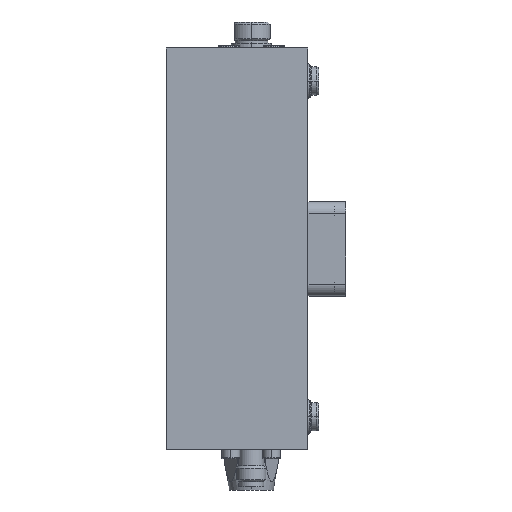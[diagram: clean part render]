
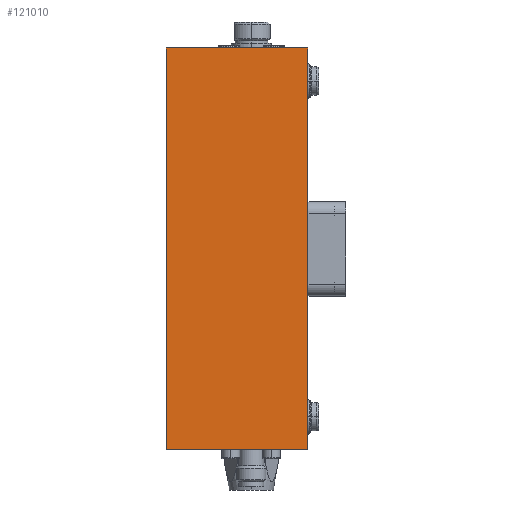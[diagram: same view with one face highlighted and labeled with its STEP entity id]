
A CAD part, left-side view. The second image highlights one B-rep face of the part: STEP entity #121010.
In plain terms, the highlighted planar face has unit normal (-1, 0, 0).
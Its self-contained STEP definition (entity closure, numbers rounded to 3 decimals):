
#2680 = DIRECTION ( 'NONE',  ( 0., 0., 1. ) ) ;
#6112 = DIRECTION ( 'NONE',  ( 0., -1., 0. ) ) ;
#11019 = EDGE_CURVE ( 'NONE', #116155, #72626, #122760, .T. ) ;
#14683 = ORIENTED_EDGE ( 'NONE', *, *, #60938, .F. ) ;
#18596 = VECTOR ( 'NONE', #6112, 1000. ) ;
#28047 = CARTESIAN_POINT ( 'NONE',  ( -38.495, 13.769, 42.542 ) ) ;
#29522 = VECTOR ( 'NONE', #30006, 1000. ) ;
#30006 = DIRECTION ( 'NONE',  ( 0., -1., 0. ) ) ;
#33376 = AXIS2_PLACEMENT_3D ( 'NONE', #59155, #144164, #71342 ) ;
#34405 = CARTESIAN_POINT ( 'NONE',  ( -38.495, -16.231, -42.458 ) ) ;
#42331 = CARTESIAN_POINT ( 'NONE',  ( -38.495, 13.769, -42.458 ) ) ;
#53460 = VERTEX_POINT ( 'NONE', #28047 ) ;
#57693 = CARTESIAN_POINT ( 'NONE',  ( -38.495, -16.231, 42.542 ) ) ;
#59155 = CARTESIAN_POINT ( 'NONE',  ( -38.495, 13.769, -42.458 ) ) ;
#60938 = EDGE_CURVE ( 'NONE', #53460, #112885, #111800, .T. ) ;
#71342 = DIRECTION ( 'NONE',  ( 0., 0., -1. ) ) ;
#72626 = VERTEX_POINT ( 'NONE', #74805 ) ;
#74805 = CARTESIAN_POINT ( 'NONE',  ( -38.495, -16.231, -42.458 ) ) ;
#76331 = FACE_OUTER_BOUND ( 'NONE', #126982, .T. ) ;
#76717 = EDGE_CURVE ( 'NONE', #116155, #53460, #153761, .T. ) ;
#78939 = CARTESIAN_POINT ( 'NONE',  ( -38.495, 13.769, 42.542 ) ) ;
#82172 = ORIENTED_EDGE ( 'NONE', *, *, #11019, .T. ) ;
#83015 = PLANE ( 'NONE',  #33376 ) ;
#87757 = CARTESIAN_POINT ( 'NONE',  ( -38.495, 13.769, -42.458 ) ) ;
#87906 = VECTOR ( 'NONE', #156629, 1000. ) ;
#98210 = ORIENTED_EDGE ( 'NONE', *, *, #127236, .T. ) ;
#110734 = ORIENTED_EDGE ( 'NONE', *, *, #76717, .F. ) ;
#111800 = LINE ( 'NONE', #78939, #18596 ) ;
#112885 = VERTEX_POINT ( 'NONE', #57693 ) ;
#116155 = VERTEX_POINT ( 'NONE', #149030 ) ;
#120296 = LINE ( 'NONE', #34405, #87906 ) ;
#121010 = ADVANCED_FACE ( 'NONE', ( #76331 ), #83015, .F. ) ;
#122760 = LINE ( 'NONE', #42331, #29522 ) ;
#126982 = EDGE_LOOP ( 'NONE', ( #98210, #14683, #110734, #82172 ) ) ;
#127236 = EDGE_CURVE ( 'NONE', #72626, #112885, #120296, .T. ) ;
#144164 = DIRECTION ( 'NONE',  ( 1., 0., 0. ) ) ;
#149030 = CARTESIAN_POINT ( 'NONE',  ( -38.495, 13.769, -42.458 ) ) ;
#149993 = VECTOR ( 'NONE', #2680, 1000. ) ;
#153761 = LINE ( 'NONE', #87757, #149993 ) ;
#156629 = DIRECTION ( 'NONE',  ( 0., 0., 1. ) ) ;
